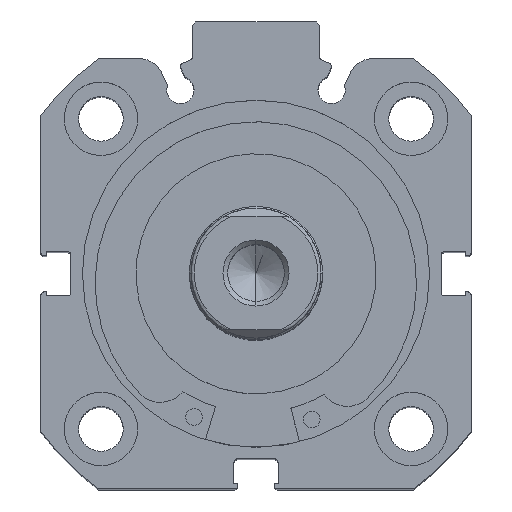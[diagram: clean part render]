
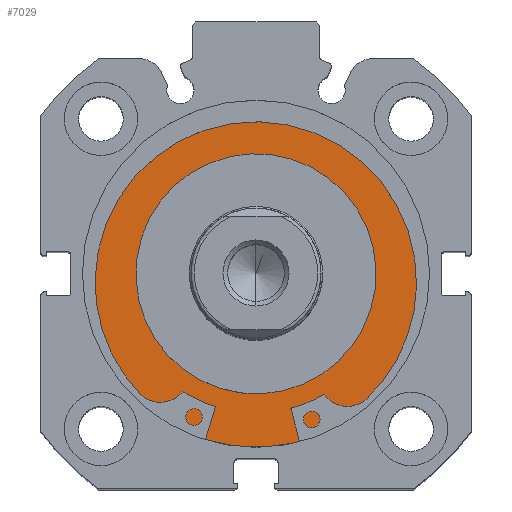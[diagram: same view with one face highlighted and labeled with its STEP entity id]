
A CAD part, top view. The second image highlights one B-rep face of the part: STEP entity #7029.
In plain terms, the highlighted face is planar.
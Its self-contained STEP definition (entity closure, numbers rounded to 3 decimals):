
#1457 = DIRECTION ( 'NONE',  ( 0., 0., 1. ) ) ;
#1458 = DIRECTION ( 'NONE',  ( -1., 0., 0. ) ) ;
#1468 = CARTESIAN_POINT ( 'NONE',  ( 3.5, 0., 0. ) ) ;
#1469 = DIRECTION ( 'NONE',  ( 0., 0., 1. ) ) ;
#1470 = DIRECTION ( 'NONE',  ( -1., 0., 0. ) ) ;
#1477 = CARTESIAN_POINT ( 'NONE',  ( 3.5, 0., 0. ) ) ;
#1490 = DIRECTION ( 'NONE',  ( 0., 0., 1. ) ) ;
#1491 = DIRECTION ( 'NONE',  ( -1., 0., 0. ) ) ;
#1492 = CARTESIAN_POINT ( 'NONE',  ( 3.5, 0., 0. ) ) ;
#1534 = DIRECTION ( 'NONE',  ( 0., 0., 1. ) ) ;
#1536 = DIRECTION ( 'NONE',  ( -1., 0., 0. ) ) ;
#1537 = CARTESIAN_POINT ( 'NONE',  ( 3.5, 0., 0. ) ) ;
#1810 = CARTESIAN_POINT ( 'NONE',  ( 3.5, 0., -26. ) ) ;
#1813 = CARTESIAN_POINT ( 'NONE',  ( 3.5, 0., 18. ) ) ;
#1820 = CARTESIAN_POINT ( 'NONE',  ( 3.5, 0., -18. ) ) ;
#1961 = VERTEX_POINT ( 'NONE', #1820 ) ;
#1968 = VERTEX_POINT ( 'NONE', #1813 ) ;
#1970 = VERTEX_POINT ( 'NONE', #1810 ) ;
#3141 = FACE_BOUND ( 'NONE', #6178, .T. ) ;
#3146 = FACE_OUTER_BOUND ( 'NONE', #6206, .T. ) ;
#3479 = EDGE_CURVE ( 'NONE', #1968, #1961, #6259, .T. ) ;
#3989 = CARTESIAN_POINT ( 'NONE',  ( 3.5, 26., 0. ) ) ;
#3990 = PLANE ( 'NONE',  #5619 ) ;
#3991 = DIRECTION ( 'NONE',  ( 1., 0., 0. ) ) ;
#3992 = DIRECTION ( 'NONE',  ( 0., 0., -1. ) ) ;
#4504 = CARTESIAN_POINT ( 'NONE',  ( 3.5, 0., 26. ) ) ;
#4740 = EDGE_CURVE ( 'NONE', #7233, #1970, #6279, .T. ) ;
#4746 = EDGE_CURVE ( 'NONE', #1970, #7233, #6285, .T. ) ;
#4749 = EDGE_CURVE ( 'NONE', #1961, #1968, #6291, .T. ) ;
#5263 = AXIS2_PLACEMENT_3D ( 'NONE', #1537, #1536, #1534 ) ;
#5271 = AXIS2_PLACEMENT_3D ( 'NONE', #1492, #1491, #1490 ) ;
#5275 = AXIS2_PLACEMENT_3D ( 'NONE', #1477, #1470, #1469 ) ;
#5276 = AXIS2_PLACEMENT_3D ( 'NONE', #1468, #1458, #1457 ) ;
#5619 = AXIS2_PLACEMENT_3D ( 'NONE', #3989, #3991, #3992 ) ;
#5988 = ORIENTED_EDGE ( 'NONE', *, *, #4749, .F. ) ;
#6022 = ORIENTED_EDGE ( 'NONE', *, *, #4746, .T. ) ;
#6023 = ORIENTED_EDGE ( 'NONE', *, *, #4740, .T. ) ;
#6038 = ORIENTED_EDGE ( 'NONE', *, *, #3479, .F. ) ;
#6178 = EDGE_LOOP ( 'NONE', ( #6038, #5988 ) ) ;
#6206 = EDGE_LOOP ( 'NONE', ( #6023, #6022 ) ) ;
#6259 = CIRCLE ( 'NONE', #5263, 18. ) ;
#6279 = CIRCLE ( 'NONE', #5271, 26. ) ;
#6285 = CIRCLE ( 'NONE', #5275, 26. ) ;
#6291 = CIRCLE ( 'NONE', #5276, 18. ) ;
#7029 = ADVANCED_FACE ( 'NONE', ( #3141, #3146 ), #3990, .F. ) ;
#7233 = VERTEX_POINT ( 'NONE', #4504 ) ;
